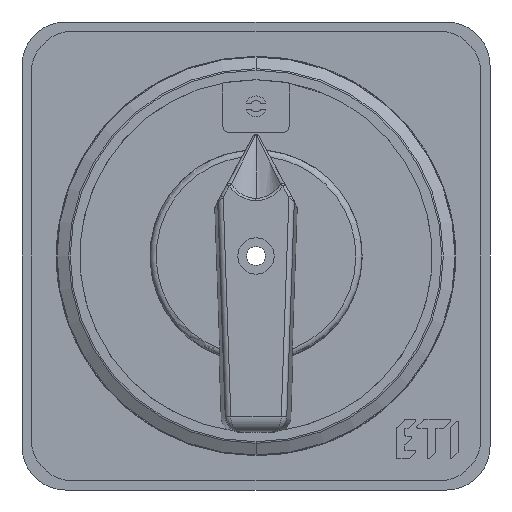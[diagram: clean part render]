
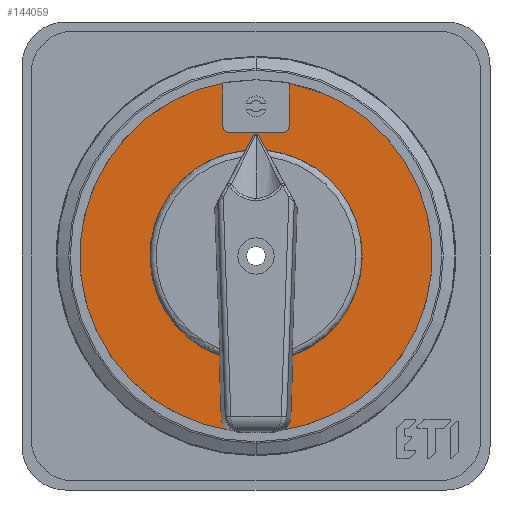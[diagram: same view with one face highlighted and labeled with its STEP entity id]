
A CAD part, front view. The second image highlights one B-rep face of the part: STEP entity #144059.
In plain terms, the highlighted planar face has unit normal (0, -1, 0).
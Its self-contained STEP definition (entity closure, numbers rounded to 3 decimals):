
#139693=CARTESIAN_POINT('',(0.,-14.75,0.));
#139694=DIRECTION('',(0.,1.,0.));
#139695=DIRECTION('',(-0.989,0.,-0.145));
#139696=AXIS2_PLACEMENT_3D('',#139693,#139694,#139695);
#139701=CARTESIAN_POINT('',(0.,-14.75,0.));
#139702=DIRECTION('',(0.,1.,0.));
#139703=DIRECTION('',(-0.989,0.,0.145));
#139704=AXIS2_PLACEMENT_3D('',#139701,#139702,#139703);
#139709=CARTESIAN_POINT('',(-4.3,-14.75,20.75));
#139710=DIRECTION('',(0.,-1.,0.));
#139711=DIRECTION('',(-1.,0.,0.));
#139712=AXIS2_PLACEMENT_3D('',#139709,#139710,#139711);
#139717=CARTESIAN_POINT('',(4.3,-14.75,20.75));
#139718=DIRECTION('',(0.,-1.,0.));
#139719=DIRECTION('',(0.,0.,-1.));
#139720=AXIS2_PLACEMENT_3D('',#139717,#139718,#139719);
#139725=CARTESIAN_POINT('',(0.,-14.75,0.));
#139726=DIRECTION('',(0.,1.,0.));
#139727=DIRECTION('',(0.188,0.,0.982));
#139728=AXIS2_PLACEMENT_3D('',#139725,#139726,#139727);
#139733=CARTESIAN_POINT('',(0.,-14.75,0.));
#139734=DIRECTION('',(0.,1.,0.));
#139735=DIRECTION('',(0.396,0.,0.918));
#139736=AXIS2_PLACEMENT_3D('',#139733,#139734,#139735);
#139741=CARTESIAN_POINT('',(0.,-14.75,0.));
#139742=DIRECTION('',(0.,1.,0.));
#139743=DIRECTION('',(0.62,0.,0.784));
#139744=AXIS2_PLACEMENT_3D('',#139741,#139742,#139743);
#139749=CARTESIAN_POINT('',(0.,-14.75,0.));
#139750=DIRECTION('',(0.,1.,0.));
#139751=DIRECTION('',(0.62,0.,-0.784));
#139752=AXIS2_PLACEMENT_3D('',#139749,#139750,#139751);
#139757=CARTESIAN_POINT('',(0.,-14.75,0.));
#139758=DIRECTION('',(0.,1.,0.));
#139759=DIRECTION('',(0.396,0.,-0.918));
#139760=AXIS2_PLACEMENT_3D('',#139757,#139758,#139759);
#139765=CARTESIAN_POINT('',(4.532,-14.75,-27.884));
#139766=CARTESIAN_POINT('',(4.866,-14.75,-27.646));
#139767=CARTESIAN_POINT('',(5.348,-14.75,-27.069));
#139768=CARTESIAN_POINT('',(5.563,-14.75,-26.348));
#139769=CARTESIAN_POINT('',(5.577,-14.75,-25.938));
#139774=DIRECTION('',(0.035,0.,0.999));
#139775=VECTOR('',#139774,10.01);
#139776=CARTESIAN_POINT('',(5.577,-14.75,-25.938));
#139777=LINE('',#139776,#139775);
#139781=CARTESIAN_POINT('',(0.,-14.75,0.));
#139782=DIRECTION('',(0.,-1.,0.));
#139783=DIRECTION('',(0.349,0.,-0.937));
#139784=AXIS2_PLACEMENT_3D('',#139781,#139782,#139783);
#139789=DIRECTION('',(-0.48,0.,0.877));
#139790=VECTOR('',#139789,2.691);
#139791=CARTESIAN_POINT('',(1.685,-14.75,16.916));
#139792=LINE('',#139791,#139790);
#139796=CARTESIAN_POINT('',(0.,-14.75,19.062));
#139797=DIRECTION('',(0.,-1.,0.));
#139798=DIRECTION('',(0.877,0.,0.48));
#139799=AXIS2_PLACEMENT_3D('',#139796,#139797,#139798);
#139804=CARTESIAN_POINT('',(0.,-14.75,19.062));
#139805=DIRECTION('',(0.,-1.,0.));
#139806=DIRECTION('',(0.,0.,1.));
#139807=AXIS2_PLACEMENT_3D('',#139804,#139805,#139806);
#139812=DIRECTION('',(-0.48,0.,-0.877));
#139813=VECTOR('',#139812,2.691);
#139814=CARTESIAN_POINT('',(-0.395,-14.75,19.278));
#139815=LINE('',#139814,#139813);
#139819=CARTESIAN_POINT('',(0.,-14.75,0.));
#139820=DIRECTION('',(0.,-1.,0.));
#139821=DIRECTION('',(-0.099,0.,0.995));
#139822=AXIS2_PLACEMENT_3D('',#139819,#139820,#139821);
#139827=DIRECTION('',(0.035,0.,
-0.999));
#139828=VECTOR('',#139827,10.01);
#139829=CARTESIAN_POINT('',(-5.926,-14.75,-15.934));
#139830=LINE('',#139829,#139828);
#139834=CARTESIAN_POINT('',(-5.577,-14.75,-25.938));
#139835=CARTESIAN_POINT('',(-5.563,-14.75,-26.348));
#139836=CARTESIAN_POINT('',(-5.348,-14.75,-27.069));
#139837=CARTESIAN_POINT('',(-4.866,-14.75,-27.646));
#139838=CARTESIAN_POINT('',(-4.532,-14.75,-27.884));
#139843=CARTESIAN_POINT('',(0.,-14.75,0.));
#139844=DIRECTION('',(0.,1.,0.));
#139845=DIRECTION('',(-0.16,0.,-0.987));
#139846=AXIS2_PLACEMENT_3D('',#139843,#139844,#139845);
#139900=CARTESIAN_POINT('',(-4.532,-14.75,-27.884));
#140190=DIRECTION('',(0.,0.,-1.));
#140191=VECTOR('',#140190,6.998);
#140192=CARTESIAN_POINT('',(5.3,-14.75,27.748));
#140193=LINE('',#140192,#140191);
#140218=DIRECTION('',(-1.,0.,0.));
#140219=VECTOR('',#140218,8.6);
#140220=CARTESIAN_POINT('',(4.3,-14.75,19.75));
#140221=LINE('',#140220,#140219);
#140246=DIRECTION('',(0.,0.,1.));
#140247=VECTOR('',#140246,6.998);
#140248=CARTESIAN_POINT('',(-5.3,-14.75,20.75));
#140249=LINE('',#140248,#140247);
#142305=CARTESIAN_POINT('',(-27.951,-14.75,4.1));
#142306=VERTEX_POINT('',#142305);
#142364=VERTEX_POINT('',#139900);
#142365=VERTEX_POINT('',#139834);
#142389=VERTEX_POINT('',#139765);
#142390=VERTEX_POINT('',#139769);
#142391=CARTESIAN_POINT('',(-27.951,-14.75,-4.1));
#142392=VERTEX_POINT('',#142391);
#142393=CARTESIAN_POINT('',(-5.3,-14.75,27.748));
#142394=VERTEX_POINT('',#142393);
#142395=CARTESIAN_POINT('',(-5.3,-14.75,20.75));
#142396=VERTEX_POINT('',#142395);
#142397=CARTESIAN_POINT('',(-4.3,-14.75,19.75));
#142398=VERTEX_POINT('',#142397);
#142399=CARTESIAN_POINT('',(4.3,-14.75,19.75));
#142400=VERTEX_POINT('',#142399);
#142401=CARTESIAN_POINT('',(5.3,-14.75,20.75));
#142402=VERTEX_POINT('',#142401);
#142403=CARTESIAN_POINT('',(5.3,-14.75,27.748));
#142404=VERTEX_POINT('',#142403);
#142405=CARTESIAN_POINT('',(11.182,-14.75,25.943));
#142406=VERTEX_POINT('',#142405);
#142407=CARTESIAN_POINT('',(17.526,-14.75,22.156));
#142408=VERTEX_POINT('',#142407);
#142409=CARTESIAN_POINT('',(17.526,-14.75,-22.156));
#142410=VERTEX_POINT('',#142409);
#142411=CARTESIAN_POINT('',(11.182,-14.75,-25.943));
#142412=VERTEX_POINT('',#142411);
#142413=CARTESIAN_POINT('',(5.926,-14.75,-15.934));
#142414=VERTEX_POINT('',#142413);
#142415=CARTESIAN_POINT('',(1.685,-14.75,16.916));
#142416=VERTEX_POINT('',#142415);
#142417=CARTESIAN_POINT('',(0.395,-14.75,19.278));
#142418=VERTEX_POINT('',#142417);
#142419=CARTESIAN_POINT('',(0.,-14.75,19.512));
#142420=VERTEX_POINT('',#142419);
#142421=CARTESIAN_POINT('',(-0.395,-14.75,19.278));
#142422=VERTEX_POINT('',#142421);
#142423=CARTESIAN_POINT('',(-1.685,-14.75,16.916));
#142424=VERTEX_POINT('',#142423);
#142425=CARTESIAN_POINT('',(-5.926,-14.75,-15.934));
#142426=VERTEX_POINT('',#142425);
#144008=CARTESIAN_POINT('',(0.,-14.75,0.));
#144009=DIRECTION('',(0.,1.,0.));
#144010=DIRECTION('',(0.,0.,1.));
#144011=AXIS2_PLACEMENT_3D('',#144008,#144009,#144010);
#144012=PLANE('',#144011);
#144014=ORIENTED_EDGE('',*,*,#144013,.T.);
#144016=ORIENTED_EDGE('',*,*,#144015,.T.);
#144018=ORIENTED_EDGE('',*,*,#144017,.F.);
#144020=ORIENTED_EDGE('',*,*,#144019,.T.);
#144022=ORIENTED_EDGE('',*,*,#144021,.F.);
#144024=ORIENTED_EDGE('',*,*,#144023,.T.);
#144026=ORIENTED_EDGE('',*,*,#144025,.F.);
#144028=ORIENTED_EDGE('',*,*,#144027,.T.);
#144030=ORIENTED_EDGE('',*,*,#144029,.T.);
#144032=ORIENTED_EDGE('',*,*,#144031,.T.);
#144034=ORIENTED_EDGE('',*,*,#144033,.T.);
#144036=ORIENTED_EDGE('',*,*,#144035,.T.);
#144037=ORIENTED_EDGE('',*,*,#143996,.T.);
#144039=ORIENTED_EDGE('',*,*,#144038,.T.);
#144041=ORIENTED_EDGE('',*,*,#144040,.T.);
#144043=ORIENTED_EDGE('',*,*,#144042,.T.);
#144045=ORIENTED_EDGE('',*,*,#144044,.T.);
#144047=ORIENTED_EDGE('',*,*,#144046,.T.);
#144049=ORIENTED_EDGE('',*,*,#144048,.T.);
#144051=ORIENTED_EDGE('',*,*,#144050,.T.);
#144053=ORIENTED_EDGE('',*,*,#144052,.T.);
#144054=ORIENTED_EDGE('',*,*,#143655,.T.);
#144056=ORIENTED_EDGE('',*,*,#144055,.T.);
#144057=EDGE_LOOP('',(#144014,#144016,#144018,#144020,#144022,#144024,#144026,
#144028,#144030,#144032,#144034,#144036,#144037,#144039,#144041,#144043,#144045,
#144047,#144049,#144051,#144053,#144054,#144056));
#144058=FACE_OUTER_BOUND('',#144057,.F.);
#139697=CIRCLE('',#139696,28.25);
#139705=CIRCLE('',#139704,28.25);
#139713=CIRCLE('',#139712,1.);
#139721=CIRCLE('',#139720,1.);
#139729=CIRCLE('',#139728,28.25);
#139737=CIRCLE('',#139736,28.25);
#139745=CIRCLE('',#139744,28.25);
#139753=CIRCLE('',#139752,28.25);
#139761=CIRCLE('',#139760,28.25);
#139770=B_SPLINE_CURVE_WITH_KNOTS('',3,(#139765,#139766,#139767,#139768,
#139769),.UNSPECIFIED.,.F.,.F.,(4,1,4),(0.,0.5,1.),.UNSPECIFIED.);
#139785=CIRCLE('',#139784,17.);
#139800=CIRCLE('',#139799,0.45);
#139808=CIRCLE('',#139807,0.45);
#139823=CIRCLE('',#139822,17.);
#139839=B_SPLINE_CURVE_WITH_KNOTS('',3,(#139834,#139835,#139836,#139837,
#139838),.UNSPECIFIED.,.F.,.F.,(4,1,4),(0.,0.5,1.),.UNSPECIFIED.);
#139847=CIRCLE('',#139846,28.25);
#143655=EDGE_CURVE('',#142365,#142364,#139839,.T.);
#143996=EDGE_CURVE('',#142389,#142390,#139770,.T.);
#144013=EDGE_CURVE('',#142392,#142306,#139697,.T.);
#144015=EDGE_CURVE('',#142306,#142394,#139705,.T.);
#144017=EDGE_CURVE('',#142396,#142394,#140249,.T.);
#144019=EDGE_CURVE('',#142396,#142398,#139713,.T.);
#144021=EDGE_CURVE('',#142400,#142398,#140221,.T.);
#144023=EDGE_CURVE('',#142400,#142402,#139721,.T.);
#144025=EDGE_CURVE('',#142404,#142402,#140193,.T.);
#144027=EDGE_CURVE('',#142404,#142406,#139729,.T.);
#144029=EDGE_CURVE('',#142406,#142408,#139737,.T.);
#144031=EDGE_CURVE('',#142408,#142410,#139745,.T.);
#144033=EDGE_CURVE('',#142410,#142412,#139753,.T.);
#144035=EDGE_CURVE('',#142412,#142389,#139761,.T.);
#144038=EDGE_CURVE('',#142390,#142414,#139777,.T.);
#144040=EDGE_CURVE('',#142414,#142416,#139785,.T.);
#144042=EDGE_CURVE('',#142416,#142418,#139792,.T.);
#144044=EDGE_CURVE('',#142418,#142420,#139800,.T.);
#144046=EDGE_CURVE('',#142420,#142422,#139808,.T.);
#144048=EDGE_CURVE('',#142422,#142424,#139815,.T.);
#144050=EDGE_CURVE('',#142424,#142426,#139823,.T.);
#144052=EDGE_CURVE('',#142426,#142365,#139830,.T.);
#144055=EDGE_CURVE('',#142364,#142392,#139847,.T.);
#144059=ADVANCED_FACE('',(#144058),#144012,.F.);
